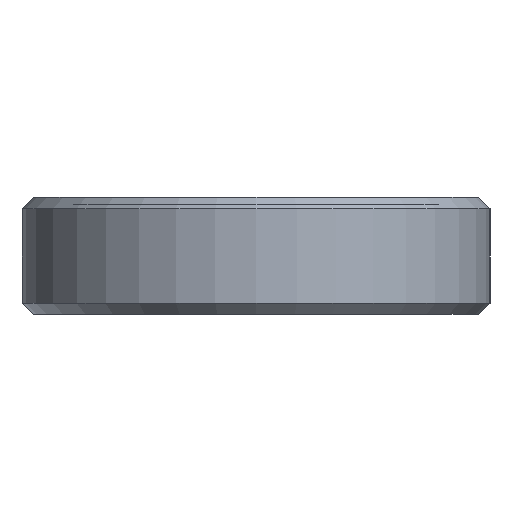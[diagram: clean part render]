
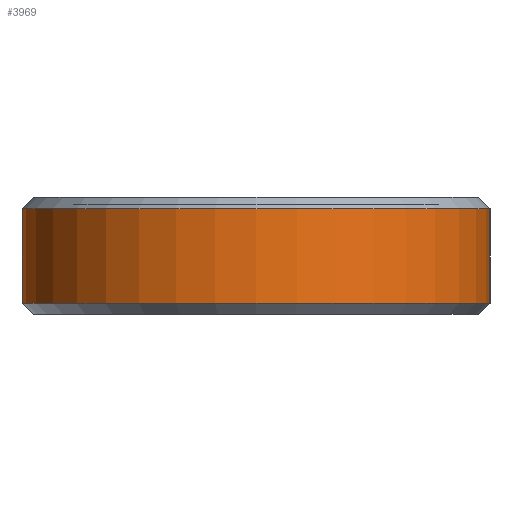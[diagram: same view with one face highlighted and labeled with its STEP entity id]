
A CAD part, left-side view. The second image highlights one B-rep face of the part: STEP entity #3969.
In plain terms, the highlighted cylindrical face has radius 6.25 mm (diameter 12.5 mm), a partial arc.
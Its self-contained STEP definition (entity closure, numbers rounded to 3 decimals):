
#45 = CONICAL_SURFACE('',#46,6.25,0.785);
#46 = AXIS2_PLACEMENT_3D('',#47,#48,#49);
#47 = CARTESIAN_POINT('',(0.,0.,0.3));
#48 = DIRECTION('',(0.,0.,1.));
#49 = DIRECTION('',(0.,1.,0.));
#1446 = VERTEX_POINT('',#1447);
#1447 = CARTESIAN_POINT('',(0.,6.25,0.3));
#1470 = VERTEX_POINT('',#1471);
#1471 = CARTESIAN_POINT('',(0.,-6.25,0.3));
#1492 = EDGE_CURVE('',#1446,#1470,#1493,.T.);
#1493 = SURFACE_CURVE('',#1494,(#1499,#1506),.PCURVE_S1.);
#1494 = CIRCLE('',#1495,6.25);
#1495 = AXIS2_PLACEMENT_3D('',#1496,#1497,#1498);
#1496 = CARTESIAN_POINT('',(0.,0.,0.3));
#1497 = DIRECTION('',(0.,-0.,1.));
#1498 = DIRECTION('',(0.,1.,0.));
#1499 = PCURVE('',#45,#1500);
#1500 = DEFINITIONAL_REPRESENTATION('',(#1501),#1505);
#1501 = LINE('',#1502,#1503);
#1502 = CARTESIAN_POINT('',(0.,0.));
#1503 = VECTOR('',#1504,1.);
#1504 = DIRECTION('',(1.,0.));
#1505 = ( GEOMETRIC_REPRESENTATION_CONTEXT(2) 
PARAMETRIC_REPRESENTATION_CONTEXT() REPRESENTATION_CONTEXT('2D SPACE',''
  ) );
#1506 = PCURVE('',#1507,#1512);
#1507 = CYLINDRICAL_SURFACE('',#1508,6.25);
#1508 = AXIS2_PLACEMENT_3D('',#1509,#1510,#1511);
#1509 = CARTESIAN_POINT('',(0.,0.,0.));
#1510 = DIRECTION('',(-0.,-0.,-1.));
#1511 = DIRECTION('',(1.,0.,0.));
#1512 = DEFINITIONAL_REPRESENTATION('',(#1513),#1517);
#1513 = LINE('',#1514,#1515);
#1514 = CARTESIAN_POINT('',(-1.571,-0.3));
#1515 = VECTOR('',#1516,1.);
#1516 = DIRECTION('',(-1.,0.));
#1517 = ( GEOMETRIC_REPRESENTATION_CONTEXT(2) 
PARAMETRIC_REPRESENTATION_CONTEXT() REPRESENTATION_CONTEXT('2D SPACE',''
  ) );
#1561 = PLANE('',#1562);
#1562 = AXIS2_PLACEMENT_3D('',#1563,#1564,#1565);
#1563 = CARTESIAN_POINT('',(0.,6.25,0.));
#1564 = DIRECTION('',(0.,1.,0.));
#1565 = DIRECTION('',(1.,0.,0.));
#1615 = PLANE('',#1616);
#1616 = AXIS2_PLACEMENT_3D('',#1617,#1618,#1619);
#1617 = CARTESIAN_POINT('',(0.,-6.25,0.));
#1618 = DIRECTION('',(0.,1.,0.));
#1619 = DIRECTION('',(1.,0.,0.));
#3969 = ADVANCED_FACE('',(#3970),#1507,.T.);
#3970 = FACE_BOUND('',#3971,.F.);
#3971 = EDGE_LOOP('',(#3972,#3995,#4024,#4045));
#3972 = ORIENTED_EDGE('',*,*,#3973,.T.);
#3973 = EDGE_CURVE('',#1446,#3974,#3976,.T.);
#3974 = VERTEX_POINT('',#3975);
#3975 = CARTESIAN_POINT('',(0.,6.25,2.825));
#3976 = SURFACE_CURVE('',#3977,(#3981,#3988),.PCURVE_S1.);
#3977 = LINE('',#3978,#3979);
#3978 = CARTESIAN_POINT('',(0.,6.25,0.));
#3979 = VECTOR('',#3980,1.);
#3980 = DIRECTION('',(0.,0.,1.));
#3981 = PCURVE('',#1507,#3982);
#3982 = DEFINITIONAL_REPRESENTATION('',(#3983),#3987);
#3983 = LINE('',#3984,#3985);
#3984 = CARTESIAN_POINT('',(-1.571,0.));
#3985 = VECTOR('',#3986,1.);
#3986 = DIRECTION('',(-0.,-1.));
#3987 = ( GEOMETRIC_REPRESENTATION_CONTEXT(2) 
PARAMETRIC_REPRESENTATION_CONTEXT() REPRESENTATION_CONTEXT('2D SPACE',''
  ) );
#3988 = PCURVE('',#1561,#3989);
#3989 = DEFINITIONAL_REPRESENTATION('',(#3990),#3994);
#3990 = LINE('',#3991,#3992);
#3991 = CARTESIAN_POINT('',(0.,0.));
#3992 = VECTOR('',#3993,1.);
#3993 = DIRECTION('',(0.,-1.));
#3994 = ( GEOMETRIC_REPRESENTATION_CONTEXT(2) 
PARAMETRIC_REPRESENTATION_CONTEXT() REPRESENTATION_CONTEXT('2D SPACE',''
  ) );
#3995 = ORIENTED_EDGE('',*,*,#3996,.T.);
#3996 = EDGE_CURVE('',#3974,#3997,#3999,.T.);
#3997 = VERTEX_POINT('',#3998);
#3998 = CARTESIAN_POINT('',(0.,-6.25,2.825));
#3999 = SURFACE_CURVE('',#4000,(#4005,#4012),.PCURVE_S1.);
#4000 = CIRCLE('',#4001,6.25);
#4001 = AXIS2_PLACEMENT_3D('',#4002,#4003,#4004);
#4002 = CARTESIAN_POINT('',(0.,0.,2.825));
#4003 = DIRECTION('',(0.,-0.,1.));
#4004 = DIRECTION('',(0.,1.,0.));
#4005 = PCURVE('',#1507,#4006);
#4006 = DEFINITIONAL_REPRESENTATION('',(#4007),#4011);
#4007 = LINE('',#4008,#4009);
#4008 = CARTESIAN_POINT('',(-1.571,-2.825));
#4009 = VECTOR('',#4010,1.);
#4010 = DIRECTION('',(-1.,0.));
#4011 = ( GEOMETRIC_REPRESENTATION_CONTEXT(2) 
PARAMETRIC_REPRESENTATION_CONTEXT() REPRESENTATION_CONTEXT('2D SPACE',''
  ) );
#4012 = PCURVE('',#4013,#4018);
#4013 = CONICAL_SURFACE('',#4014,6.25,0.785);
#4014 = AXIS2_PLACEMENT_3D('',#4015,#4016,#4017);
#4015 = CARTESIAN_POINT('',(0.,0.,2.825));
#4016 = DIRECTION('',(-0.,-0.,-1.));
#4017 = DIRECTION('',(0.,1.,0.));
#4018 = DEFINITIONAL_REPRESENTATION('',(#4019),#4023);
#4019 = LINE('',#4020,#4021);
#4020 = CARTESIAN_POINT('',(-0.,-0.));
#4021 = VECTOR('',#4022,1.);
#4022 = DIRECTION('',(-1.,-0.));
#4023 = ( GEOMETRIC_REPRESENTATION_CONTEXT(2) 
PARAMETRIC_REPRESENTATION_CONTEXT() REPRESENTATION_CONTEXT('2D SPACE',''
  ) );
#4024 = ORIENTED_EDGE('',*,*,#4025,.F.);
#4025 = EDGE_CURVE('',#1470,#3997,#4026,.T.);
#4026 = SURFACE_CURVE('',#4027,(#4031,#4038),.PCURVE_S1.);
#4027 = LINE('',#4028,#4029);
#4028 = CARTESIAN_POINT('',(0.,-6.25,0.));
#4029 = VECTOR('',#4030,1.);
#4030 = DIRECTION('',(0.,0.,1.));
#4031 = PCURVE('',#1507,#4032);
#4032 = DEFINITIONAL_REPRESENTATION('',(#4033),#4037);
#4033 = LINE('',#4034,#4035);
#4034 = CARTESIAN_POINT('',(-4.712,0.));
#4035 = VECTOR('',#4036,1.);
#4036 = DIRECTION('',(-0.,-1.));
#4037 = ( GEOMETRIC_REPRESENTATION_CONTEXT(2) 
PARAMETRIC_REPRESENTATION_CONTEXT() REPRESENTATION_CONTEXT('2D SPACE',''
  ) );
#4038 = PCURVE('',#1615,#4039);
#4039 = DEFINITIONAL_REPRESENTATION('',(#4040),#4044);
#4040 = LINE('',#4041,#4042);
#4041 = CARTESIAN_POINT('',(0.,0.));
#4042 = VECTOR('',#4043,1.);
#4043 = DIRECTION('',(0.,-1.));
#4044 = ( GEOMETRIC_REPRESENTATION_CONTEXT(2) 
PARAMETRIC_REPRESENTATION_CONTEXT() REPRESENTATION_CONTEXT('2D SPACE',''
  ) );
#4045 = ORIENTED_EDGE('',*,*,#1492,.F.);
